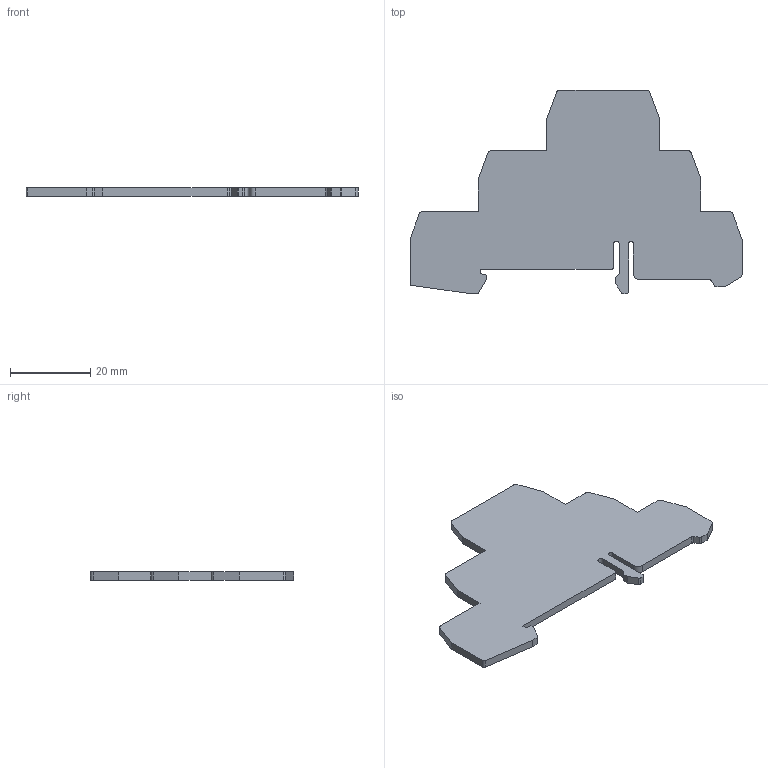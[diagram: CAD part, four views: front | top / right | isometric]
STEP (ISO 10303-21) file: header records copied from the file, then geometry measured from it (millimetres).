
FILE_DESCRIPTION((''),'2;1');
FILE_NAME('TLD-PT_GR_ASM','2022-09-22T07:17:01',('klemen.sitar'),('Audax d.o.o.'),'CREO PARAMETRIC BY PTC INC, 2021304','CREO PARAMETRIC BY PTC INC, 2021304','');
FILE_SCHEMA(('AP242_MANAGED_MODEL_BASED_3D_ENGINEERING_MIM_LF { 1 0 10303 442 1 1 4 }'));
Length unit declared in the file: millimetre
Products named in the file (2): TLD-PT_GR-18580; TLD-PT_GR_ASM
Assembly tree (1 placements, depth 2):
  TLD-PT_GR_ASM
    TLD-PT_GR-18580
Bounding box: 82.5 x 50.5 x 2 mm (x, y, z)
Volume: 5111.5 mm3; surface area: 5701.6 mm2
Topology: 1 solids, 1 shells, 56 faces, 166 edges, 112 vertices
Faces by surface type: plane 38, cylinder 18
Entity records: 2968 total; most frequent: CARTESIAN_POINT 342, ORIENTED_EDGE 332, DIRECTION 326, PRESENTATION_STYLE_ASSIGNMENT 225, STYLED_ITEM 225, CURVE_STYLE 168, EDGE_CURVE 166, VECTOR 126
